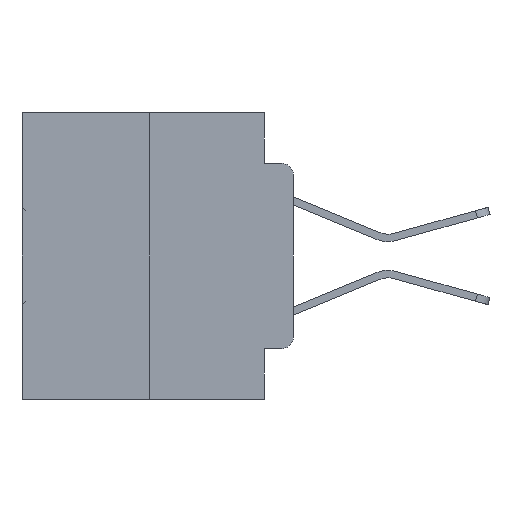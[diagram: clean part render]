
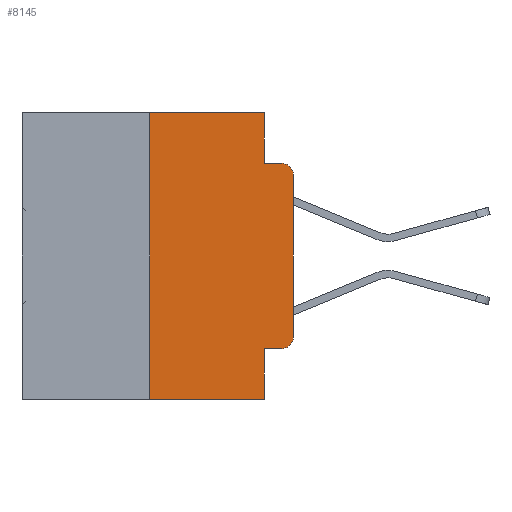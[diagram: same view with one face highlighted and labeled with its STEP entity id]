
A CAD part, left-side view. The second image highlights one B-rep face of the part: STEP entity #8145.
In plain terms, the highlighted planar face has unit normal (-1, 0, 0).
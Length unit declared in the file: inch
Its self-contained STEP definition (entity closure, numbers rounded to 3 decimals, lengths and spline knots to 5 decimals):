
#161 = CARTESIAN_POINT ( 'NONE',  ( 0., 0.473, -0.5 ) ) ;
#699 = LINE ( 'NONE', #26272, #6504 ) ;
#997 = VERTEX_POINT ( 'NONE', #9380 ) ;
#1168 = VERTEX_POINT ( 'NONE', #27464 ) ;
#1858 = VERTEX_POINT ( 'NONE', #7726 ) ;
#2688 = ORIENTED_EDGE ( 'NONE', *, *, #20662, .F. ) ;
#3136 = LINE ( 'NONE', #24128, #24513 ) ;
#3413 = AXIS2_PLACEMENT_3D ( 'NONE', #6063, #25610, #8667 ) ;
#3500 = ORIENTED_EDGE ( 'NONE', *, *, #8645, .T. ) ;
#3599 = DIRECTION ( 'NONE',  ( 0., -1., 0. ) ) ;
#4502 = VECTOR ( 'NONE', #19182, 39.37008 ) ;
#4732 = AXIS2_PLACEMENT_3D ( 'NONE', #23170, #22807, #25231 ) ;
#5730 = CARTESIAN_POINT ( 'NONE',  ( 0., 0.051, 0. ) ) ;
#5837 = EDGE_CURVE ( 'NONE', #18140, #9551, #11610, .T. ) ;
#5998 = ORIENTED_EDGE ( 'NONE', *, *, #10860, .F. ) ;
#6063 = CARTESIAN_POINT ( 'NONE',  ( 0., 0.02, -0.1085 ) ) ;
#6504 = VECTOR ( 'NONE', #28543, 39.37008 ) ;
#6995 = ORIENTED_EDGE ( 'NONE', *, *, #14841, .F. ) ;
#7047 = VERTEX_POINT ( 'NONE', #10622 ) ;
#7088 = CARTESIAN_POINT ( 'NONE',  ( 0., 0., -0.1085 ) ) ;
#7146 = EDGE_CURVE ( 'NONE', #16384, #28692, #28157, .T. ) ;
#7346 = EDGE_CURVE ( 'NONE', #7579, #1168, #12250, .T. ) ;
#7579 = VERTEX_POINT ( 'NONE', #16009 ) ;
#7726 = CARTESIAN_POINT ( 'NONE',  ( 0., 0., -0.3915 ) ) ;
#7782 = CIRCLE ( 'NONE', #17983, 0.02 ) ;
#8145 = ADVANCED_FACE ( 'NONE', ( #18064 ), #20131, .F. ) ;
#8388 = CARTESIAN_POINT ( 'NONE',  ( 0., 0.473, 0. ) ) ;
#8645 = EDGE_CURVE ( 'NONE', #7579, #9551, #30828, .T. ) ;
#8667 = DIRECTION ( 'NONE',  ( 0., 0., -1. ) ) ;
#8996 = DIRECTION ( 'NONE',  ( 0., 0., -1. ) ) ;
#9380 = CARTESIAN_POINT ( 'NONE',  ( 0., 0.02, -0.4115 ) ) ;
#9551 = VERTEX_POINT ( 'NONE', #13989 ) ;
#10247 = VECTOR ( 'NONE', #26502, 39.37008 ) ;
#10305 = VECTOR ( 'NONE', #20258, 39.37008 ) ;
#10622 = CARTESIAN_POINT ( 'NONE',  ( 0., 0.051, -0.0885 ) ) ;
#10860 = EDGE_CURVE ( 'NONE', #7047, #28692, #3136, .T. ) ;
#11056 = CARTESIAN_POINT ( 'NONE',  ( 0., 0.051, 0. ) ) ;
#11386 = CARTESIAN_POINT ( 'NONE',  ( 0., 0.02, -0.3915 ) ) ;
#11610 = LINE ( 'NONE', #15678, #16621 ) ;
#12095 = VERTEX_POINT ( 'NONE', #11056 ) ;
#12250 = LINE ( 'NONE', #14302, #4502 ) ;
#12569 = ORIENTED_EDGE ( 'NONE', *, *, #5837, .F. ) ;
#12639 = DIRECTION ( 'NONE',  ( 0., -1., 0. ) ) ;
#13058 = LINE ( 'NONE', #5730, #10305 ) ;
#13913 = EDGE_CURVE ( 'NONE', #997, #1858, #7782, .T. ) ;
#13989 = CARTESIAN_POINT ( 'NONE',  ( 0., 0.051, -0.5 ) ) ;
#14302 = CARTESIAN_POINT ( 'NONE',  ( 0., 0.25, 0. ) ) ;
#14841 = EDGE_CURVE ( 'NONE', #1168, #12095, #30626, .T. ) ;
#15678 = CARTESIAN_POINT ( 'NONE',  ( 0., 0.051, 0. ) ) ;
#16009 = CARTESIAN_POINT ( 'NONE',  ( 0., 0.25, -0.5 ) ) ;
#16067 = VECTOR ( 'NONE', #12639, 39.37008 ) ;
#16332 = DIRECTION ( 'NONE',  ( 0., 0., -1. ) ) ;
#16384 = VERTEX_POINT ( 'NONE', #7088 ) ;
#16621 = VECTOR ( 'NONE', #16332, 39.37008 ) ;
#16716 = DIRECTION ( 'NONE',  ( 0., -1., 0. ) ) ;
#16835 = LINE ( 'NONE', #24141, #10247 ) ;
#17831 = ORIENTED_EDGE ( 'NONE', *, *, #21548, .T. ) ;
#17983 = AXIS2_PLACEMENT_3D ( 'NONE', #11386, #31220, #8996 ) ;
#18064 = FACE_OUTER_BOUND ( 'NONE', #22822, .T. ) ;
#18140 = VERTEX_POINT ( 'NONE', #27750 ) ;
#19182 = DIRECTION ( 'NONE',  ( 0., 0., 1. ) ) ;
#19599 = EDGE_CURVE ( 'NONE', #1858, #16384, #699, .T. ) ;
#20131 = PLANE ( 'NONE',  #4732 ) ;
#20258 = DIRECTION ( 'NONE',  ( 0., 0., -1. ) ) ;
#20662 = EDGE_CURVE ( 'NONE', #12095, #7047, #13058, .T. ) ;
#21548 = EDGE_CURVE ( 'NONE', #18140, #997, #16835, .T. ) ;
#22136 = ORIENTED_EDGE ( 'NONE', *, *, #7346, .F. ) ;
#22807 = DIRECTION ( 'NONE',  ( 1., 0., 0. ) ) ;
#22822 = EDGE_LOOP ( 'NONE', ( #26319, #30032, #5998, #2688, #6995, #22136, #3500, #12569, #17831, #27517 ) ) ;
#23170 = CARTESIAN_POINT ( 'NONE',  ( 0., 0.473, 0. ) ) ;
#24128 = CARTESIAN_POINT ( 'NONE',  ( 0., 0.051, -0.0885 ) ) ;
#24141 = CARTESIAN_POINT ( 'NONE',  ( 0., 0.051, -0.4115 ) ) ;
#24513 = VECTOR ( 'NONE', #16716, 39.37008 ) ;
#25231 = DIRECTION ( 'NONE',  ( 0., 0., -1. ) ) ;
#25610 = DIRECTION ( 'NONE',  ( -1., 0., 0. ) ) ;
#26272 = CARTESIAN_POINT ( 'NONE',  ( 0., 0., 0. ) ) ;
#26319 = ORIENTED_EDGE ( 'NONE', *, *, #19599, .T. ) ;
#26502 = DIRECTION ( 'NONE',  ( 0., -1., 0. ) ) ;
#27464 = CARTESIAN_POINT ( 'NONE',  ( 0., 0.25, 0. ) ) ;
#27517 = ORIENTED_EDGE ( 'NONE', *, *, #13913, .T. ) ;
#27652 = CARTESIAN_POINT ( 'NONE',  ( 0., 0.02, -0.0885 ) ) ;
#27750 = CARTESIAN_POINT ( 'NONE',  ( 0., 0.051, -0.4115 ) ) ;
#28157 = CIRCLE ( 'NONE', #3413, 0.02 ) ;
#28543 = DIRECTION ( 'NONE',  ( 0., 0., 1. ) ) ;
#28692 = VERTEX_POINT ( 'NONE', #27652 ) ;
#30032 = ORIENTED_EDGE ( 'NONE', *, *, #7146, .T. ) ;
#30626 = LINE ( 'NONE', #8388, #31811 ) ;
#30828 = LINE ( 'NONE', #161, #16067 ) ;
#31220 = DIRECTION ( 'NONE',  ( -1., 0., 0. ) ) ;
#31811 = VECTOR ( 'NONE', #3599, 39.37008 ) ;
